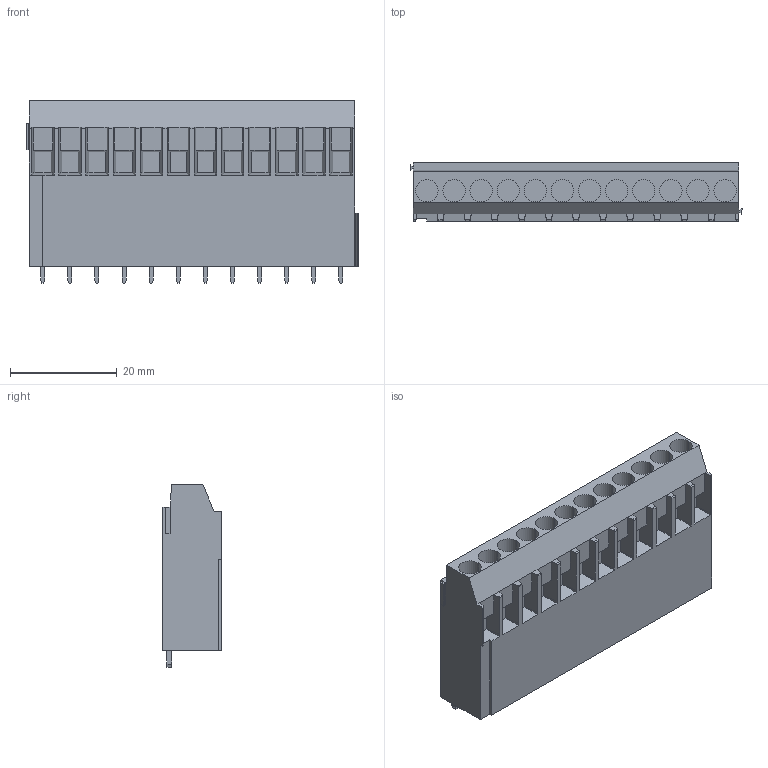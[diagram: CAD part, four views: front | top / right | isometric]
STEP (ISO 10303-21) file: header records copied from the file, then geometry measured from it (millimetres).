
FILE_DESCRIPTION(('CATIA V5 STEP Exchange','CAx-IF Rec.Pracs.--- Model Styling and Organization---1.2---2011-12-15'),'2;1');
FILE_NAME ('D1460880_0', '2018-09-06T16:48:10+00:00', ('none'), ('Weidmueller'), 'CATIA Version 5-6 Release 2014', 'CATIA V5 STEP AP214', 'none');
FILE_SCHEMA(('AUTOMOTIVE_DESIGN { 1 0 10303 214 1 1 1 1 }'));
Length unit declared in the file: millimetre
Products named in the file (1): 1975470000
Bounding box: 62.24 x 10.94 x 34.3 mm (x, y, z)
Volume: 18249.5 mm3; surface area: 6798.9 mm2
Topology: 13 solids, 13 shells, 295 faces, 759 edges, 502 vertices
Faces by surface type: plane 246, cylinder 49
Entity records: 8242 total; most frequent: CARTESIAN_POINT 1709, ORIENTED_EDGE 1518, DIRECTION 1007, EDGE_CURVE 759, VECTOR 613, LINE 613, VERTEX_POINT 502, EDGE_LOOP 307
